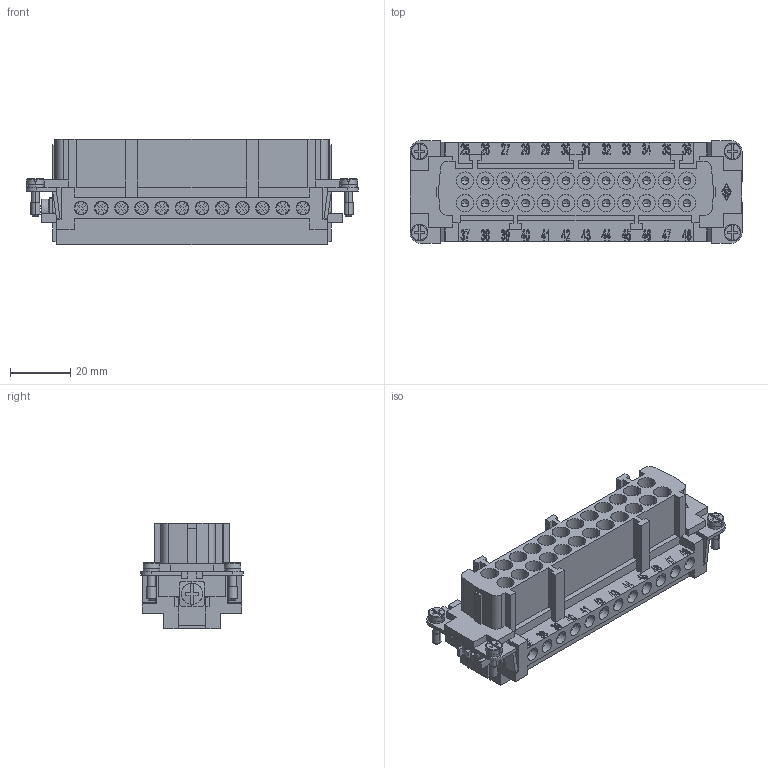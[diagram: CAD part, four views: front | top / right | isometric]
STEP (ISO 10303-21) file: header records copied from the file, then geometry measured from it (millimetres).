
FILE_DESCRIPTION((''),'2;1');
FILE_NAME('CNEF 24 TN.stp','2006-10-25T13:05:13',('gembarski'),(''),'Autodesk Inventor 7','Autodesk Inventor 7','');
FILE_SCHEMA(('AUTOMOTIVE_DESIGN { 1 0 10303 214 1 1 1 1 }'));
Length unit declared in the file: millimetre
Products named in the file (1): CNEF 24 TN
Bounding box: 110.3 x 34 x 35 mm (x, y, z)
Volume: 57370.9 mm3; surface area: 39091.6 mm2
Topology: 1 solids, 1 shells, 3048 faces, 8204 edges, 5399 vertices
Faces by surface type: bspline 1519, plane 1331, cylinder 182, torus 8, cone 4, sphere 4
Entity records: 102480 total; most frequent: CARTESIAN_POINT 33099, ORIENTED_EDGE 16316, DIRECTION 10762, EDGE_CURVE 8158, VERTEX_POINT 5399, VECTOR 5300, LINE 5300, EDGE_LOOP 3351
